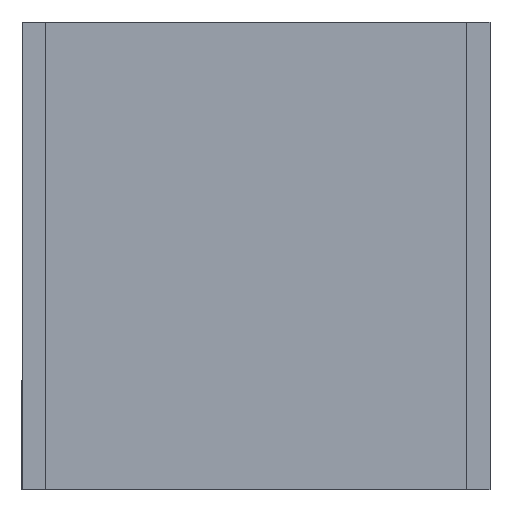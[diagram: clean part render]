
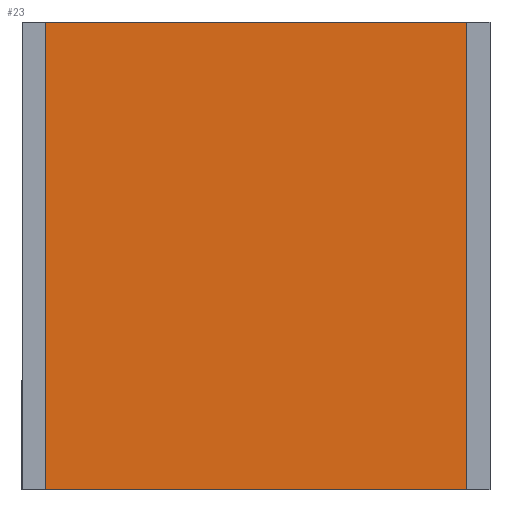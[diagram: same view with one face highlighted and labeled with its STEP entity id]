
A CAD part, front view. The second image highlights one B-rep face of the part: STEP entity #23.
In plain terms, the highlighted planar face has unit normal (0, -1, 0).
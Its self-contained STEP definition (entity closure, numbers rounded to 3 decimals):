
#8 = CARTESIAN_POINT ( 'NONE',  ( -450., 0., 500. ) ) ;
#14 = CARTESIAN_POINT ( 'NONE',  ( -450., 0., 500. ) ) ;
#23 = ADVANCED_FACE ( 'NONE', ( #164 ), #80, .F. ) ;
#28 = LINE ( 'NONE', #130, #261 ) ;
#29 = DIRECTION ( 'NONE',  ( 0., 0., 1. ) ) ;
#40 = AXIS2_PLACEMENT_3D ( 'NONE', #81, #187, #29 ) ;
#43 = VERTEX_POINT ( 'NONE', #180 ) ;
#56 = EDGE_CURVE ( 'NONE', #74, #175, #28, .T. ) ;
#70 = VECTOR ( 'NONE', #317, 1000. ) ;
#72 = EDGE_CURVE ( 'NONE', #175, #178, #229, .T. ) ;
#74 = VERTEX_POINT ( 'NONE', #8 ) ;
#76 = ORIENTED_EDGE ( 'NONE', *, *, #290, .F. ) ;
#80 = PLANE ( 'NONE',  #40 ) ;
#81 = CARTESIAN_POINT ( 'NONE',  ( 0., 0., 0. ) ) ;
#92 = DIRECTION ( 'NONE',  ( 0., 0., 1. ) ) ;
#116 = EDGE_LOOP ( 'NONE', ( #230, #211, #76, #125 ) ) ;
#125 = ORIENTED_EDGE ( 'NONE', *, *, #177, .F. ) ;
#130 = CARTESIAN_POINT ( 'NONE',  ( -500., 0., 500. ) ) ;
#158 = VECTOR ( 'NONE', #316, 1000. ) ;
#164 = FACE_OUTER_BOUND ( 'NONE', #116, .T. ) ;
#165 = CARTESIAN_POINT ( 'NONE',  ( 450., 0., -500. ) ) ;
#175 = VERTEX_POINT ( 'NONE', #294 ) ;
#177 = EDGE_CURVE ( 'NONE', #178, #43, #194, .T. ) ;
#178 = VERTEX_POINT ( 'NONE', #165 ) ;
#180 = CARTESIAN_POINT ( 'NONE',  ( -450., 0., -500. ) ) ;
#183 = VECTOR ( 'NONE', #92, 1000. ) ;
#187 = DIRECTION ( 'NONE',  ( 0., 1., 0. ) ) ;
#194 = LINE ( 'NONE', #218, #70 ) ;
#209 = DIRECTION ( 'NONE',  ( 1., 0., 0. ) ) ;
#211 = ORIENTED_EDGE ( 'NONE', *, *, #56, .F. ) ;
#218 = CARTESIAN_POINT ( 'NONE',  ( -500., 0., -500. ) ) ;
#229 = LINE ( 'NONE', #312, #158 ) ;
#230 = ORIENTED_EDGE ( 'NONE', *, *, #72, .F. ) ;
#236 = LINE ( 'NONE', #14, #183 ) ;
#261 = VECTOR ( 'NONE', #209, 1000. ) ;
#290 = EDGE_CURVE ( 'NONE', #43, #74, #236, .T. ) ;
#294 = CARTESIAN_POINT ( 'NONE',  ( 450., 0., 500. ) ) ;
#312 = CARTESIAN_POINT ( 'NONE',  ( 450., 0., 500. ) ) ;
#316 = DIRECTION ( 'NONE',  ( 0., 0., -1. ) ) ;
#317 = DIRECTION ( 'NONE',  ( -1., 0., 0. ) ) ;
